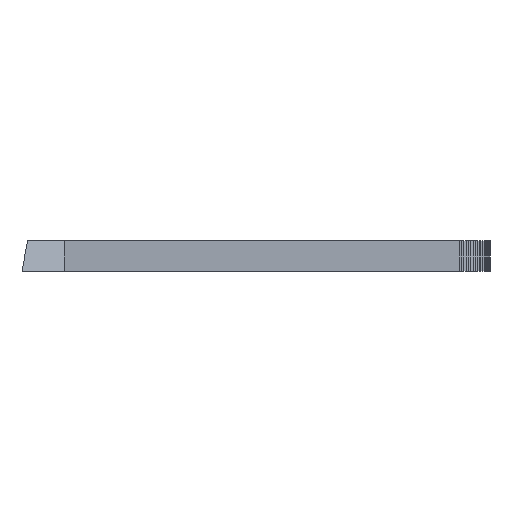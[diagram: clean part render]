
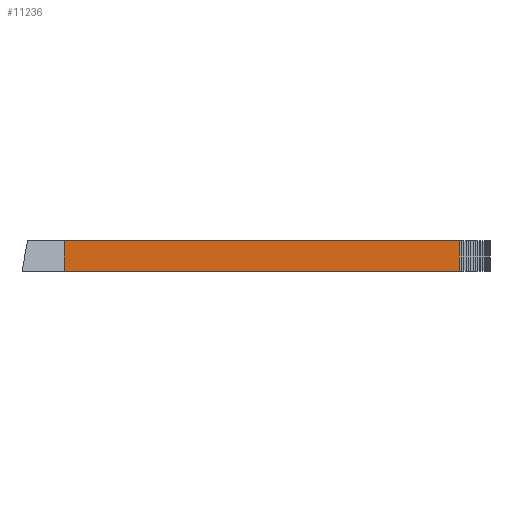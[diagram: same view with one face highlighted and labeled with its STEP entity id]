
A CAD part, front view. The second image highlights one B-rep face of the part: STEP entity #11236.
In plain terms, the highlighted planar face has unit normal (0, -1, 0).
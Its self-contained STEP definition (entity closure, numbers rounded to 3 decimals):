
#588=FACE_OUTER_BOUND('',#1148,.T.);
#1148=EDGE_LOOP('',(#10165,#10166,#10167,#10168));
#1162=LINE('',#14504,#2752);
#1265=LINE('',#14709,#2855);
#1916=LINE('',#16011,#3506);
#2738=LINE('',#17660,#4328);
#2752=VECTOR('',#11825,10.);
#2855=VECTOR('',#11956,10.);
#3506=VECTOR('',#12793,10.);
#4328=VECTOR('',#14465,10.);
#4337=VERTEX_POINT('',#14501);
#4338=VERTEX_POINT('',#14503);
#4426=VERTEX_POINT('',#14707);
#4984=VERTEX_POINT('',#16010);
#5400=EDGE_CURVE('',#4338,#4337,#1162,.T.);
#5503=EDGE_CURVE('',#4426,#4337,#1265,.T.);
#6156=EDGE_CURVE('',#4338,#4984,#1916,.T.);
#6980=EDGE_CURVE('',#4426,#4984,#2738,.T.);
#10165=ORIENTED_EDGE('',*,*,#5400,.T.);
#10166=ORIENTED_EDGE('',*,*,#5503,.F.);
#10167=ORIENTED_EDGE('',*,*,#6980,.T.);
#10168=ORIENTED_EDGE('',*,*,#6156,.F.);
#10701=PLANE('',#11791);
#11236=ADVANCED_FACE('',(#588),#10701,.T.);
#11791=AXIS2_PLACEMENT_3D('',#17661,#14466,#14467);
#11825=DIRECTION('',(0.,0.,-1.));
#11956=DIRECTION('',(-1.,0.,0.));
#12793=DIRECTION('',(1.,0.,0.));
#14465=DIRECTION('',(0.,0.,1.));
#14466=DIRECTION('center_axis',(0.,-1.,0.));
#14467=DIRECTION('ref_axis',(1.,0.,0.));
#14501=CARTESIAN_POINT('',(241.194,0.314,-3.5));
#14503=CARTESIAN_POINT('',(241.194,0.314,1.5));
#14504=CARTESIAN_POINT('',(241.194,0.314,0.375));
#14707=CARTESIAN_POINT('',(305.194,0.314,-3.5));
#14709=CARTESIAN_POINT('',(305.194,0.314,-3.5));
#16010=CARTESIAN_POINT('',(305.194,0.314,1.5));
#16011=CARTESIAN_POINT('',(305.194,0.314,1.5));
#17660=CARTESIAN_POINT('',(305.194,0.314,0.));
#17661=CARTESIAN_POINT('Origin',(5.096,0.314,0.));
